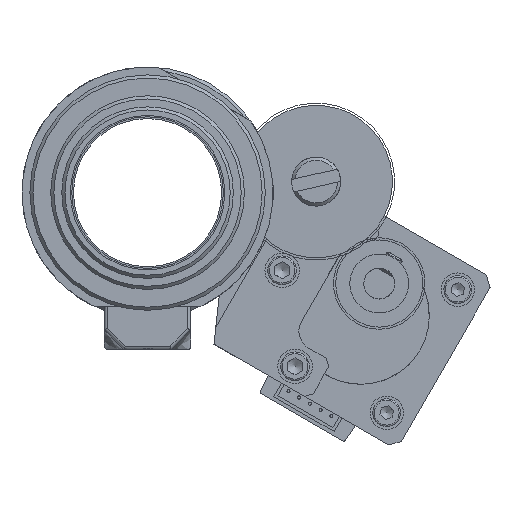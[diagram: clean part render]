
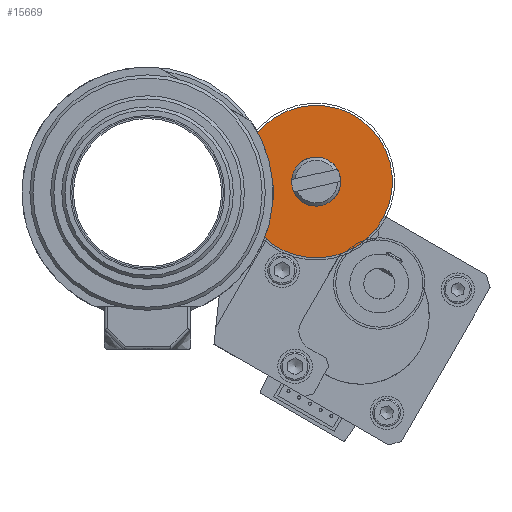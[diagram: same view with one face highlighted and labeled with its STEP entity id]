
A CAD part, left-side view. The second image highlights one B-rep face of the part: STEP entity #15669.
In plain terms, the highlighted planar face has unit normal (-1, 0, 0).
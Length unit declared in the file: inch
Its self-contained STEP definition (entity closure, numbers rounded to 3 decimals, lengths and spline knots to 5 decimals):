
#1020=FACE_BOUND('',#6294,.T.);
#4164=PLANE('',#17031);
#5043=FACE_OUTER_BOUND('',#6293,.T.);
#6293=EDGE_LOOP('',(#14542));
#6294=EDGE_LOOP('',(#14543));
#6777=CIRCLE('',#17032,0.4861);
#6778=CIRCLE('',#17033,0.09375);
#8467=VERTEX_POINT('',#28767);
#8468=VERTEX_POINT('',#28769);
#10496=EDGE_CURVE('',#8467,#8467,#6777,.T.);
#10497=EDGE_CURVE('',#8468,#8468,#6778,.T.);
#14542=ORIENTED_EDGE('',*,*,#10496,.F.);
#14543=ORIENTED_EDGE('',*,*,#10497,.T.);
#15669=ADVANCED_FACE('',(#5043,#1020),#4164,.T.);
#17031=AXIS2_PLACEMENT_3D('',#28766,#21018,#21019);
#17032=AXIS2_PLACEMENT_3D('',#28768,#21020,#21021);
#17033=AXIS2_PLACEMENT_3D('',#28770,#21022,#21023);
#21018=DIRECTION('center_axis',(-1.,0.,0.));
#21019=DIRECTION('ref_axis',(0.,0.,1.));
#21020=DIRECTION('center_axis',(1.,0.,0.));
#21021=DIRECTION('ref_axis',(0.,0.,-1.));
#21022=DIRECTION('center_axis',(1.,0.,0.));
#21023=DIRECTION('ref_axis',(0.,0.,-1.));
#28766=CARTESIAN_POINT('Origin',(0.,0.4861,0.));
#28767=CARTESIAN_POINT('',(0.,0.4861,0.));
#28768=CARTESIAN_POINT('Origin',(0.,0.,0.));
#28769=CARTESIAN_POINT('',(0.,0.09375,0.));
#28770=CARTESIAN_POINT('Origin',(0.,0.,0.));
